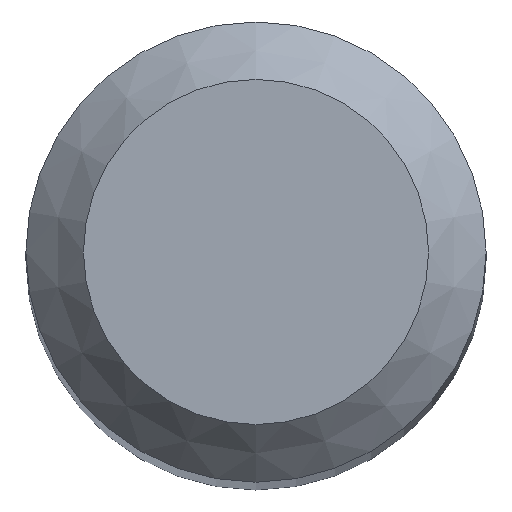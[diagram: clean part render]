
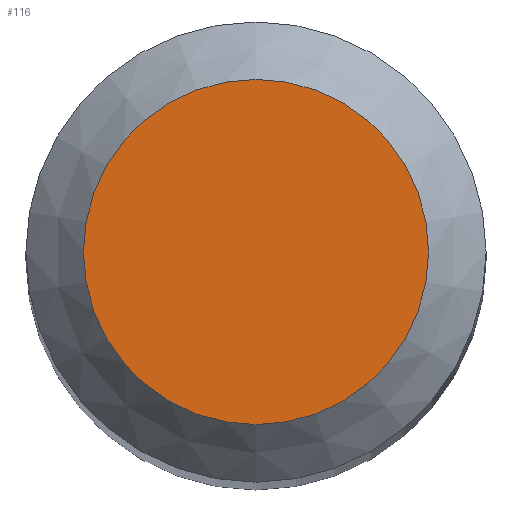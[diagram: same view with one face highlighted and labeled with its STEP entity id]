
A CAD part, top view. The second image highlights one B-rep face of the part: STEP entity #116.
In plain terms, the highlighted planar face has unit normal (0, 0, 1).
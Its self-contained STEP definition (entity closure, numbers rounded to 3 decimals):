
#21 = EDGE_CURVE ( 'NONE', #66, #66, #254, .T. ) ;
#27 = DIRECTION ( 'NONE',  ( 0., 1., 0. ) ) ;
#45 = CARTESIAN_POINT ( 'NONE',  ( 0., 0., 66. ) ) ;
#59 = EDGE_LOOP ( 'NONE', ( #154 ) ) ;
#66 = VERTEX_POINT ( 'NONE', #72 ) ;
#72 = CARTESIAN_POINT ( 'NONE',  ( 0., 1.5, 66. ) ) ;
#116 = ADVANCED_FACE ( 'NONE', ( #178 ), #224, .F. ) ;
#154 = ORIENTED_EDGE ( 'NONE', *, *, #21, .F. ) ;
#176 = DIRECTION ( 'NONE',  ( 0., 0., -1. ) ) ;
#178 = FACE_OUTER_BOUND ( 'NONE', #59, .T. ) ;
#190 = CARTESIAN_POINT ( 'NONE',  ( 0., 0., 66. ) ) ;
#192 = AXIS2_PLACEMENT_3D ( 'NONE', #190, #229, #27 ) ;
#193 = AXIS2_PLACEMENT_3D ( 'NONE', #45, #176, #247 ) ;
#224 = PLANE ( 'NONE',  #193 ) ;
#229 = DIRECTION ( 'NONE',  ( 0., 0., -1. ) ) ;
#247 = DIRECTION ( 'NONE',  ( 0., 1., 0. ) ) ;
#254 = CIRCLE ( 'NONE', #192, 1.5 ) ;
